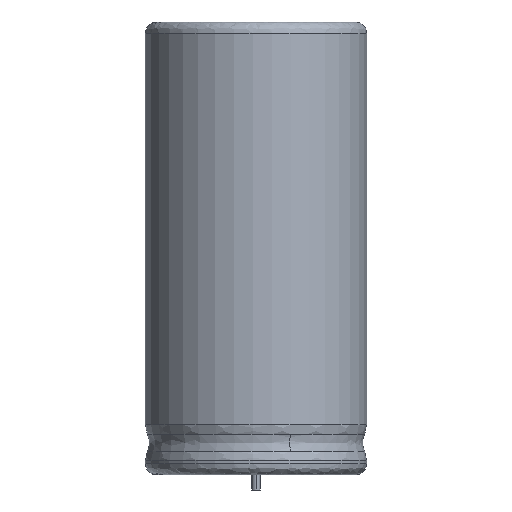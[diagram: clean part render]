
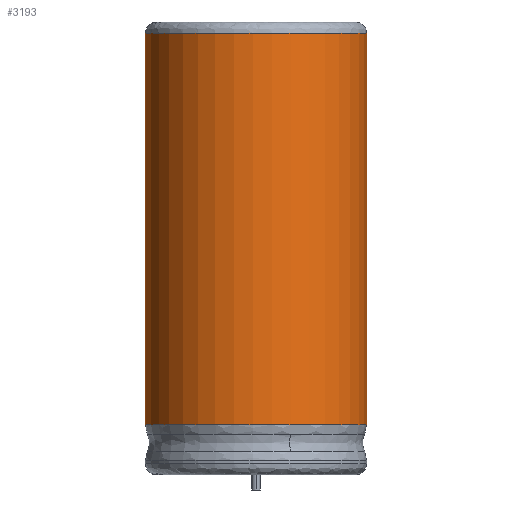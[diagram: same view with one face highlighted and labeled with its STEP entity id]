
A CAD part, left-side view. The second image highlights one B-rep face of the part: STEP entity #3193.
In plain terms, the highlighted cylindrical face has radius 11 mm (diameter 22 mm), a partial arc.
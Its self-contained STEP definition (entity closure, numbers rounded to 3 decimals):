
#1 = AXIS2_PLACEMENT_3D ( 'NONE', #1878, #2767, #960 ) ;
#17 = AXIS2_PLACEMENT_3D ( 'NONE', #3064, #3046, #1330 ) ;
#83 = ORIENTED_EDGE ( 'NONE', *, *, #3055, .T. ) ;
#85 = FACE_OUTER_BOUND ( 'NONE', #1275, .T. ) ;
#218 = DIRECTION ( 'NONE',  ( 0., 0., -1. ) ) ;
#458 = CARTESIAN_POINT ( 'NONE',  ( 10.337, 3.762, -32.479 ) ) ;
#499 = EDGE_CURVE ( 'NONE', #3063, #3825, #2092, .T. ) ;
#652 = EDGE_CURVE ( 'NONE', #3825, #915, #2874, .T. ) ;
#689 = CARTESIAN_POINT ( 'NONE',  ( 10.337, -3.762, -32.479 ) ) ;
#752 = DIRECTION ( 'NONE',  ( 1., 0., 0. ) ) ;
#915 = VERTEX_POINT ( 'NONE', #689 ) ;
#960 = DIRECTION ( 'NONE',  ( 1., 0., 0. ) ) ;
#977 = VECTOR ( 'NONE', #218, 1000. ) ;
#1059 = DIRECTION ( 'NONE',  ( 0., 0., 1. ) ) ;
#1103 = CIRCLE ( 'NONE', #1, 11. ) ;
#1160 = ORIENTED_EDGE ( 'NONE', *, *, #499, .T. ) ;
#1233 = ORIENTED_EDGE ( 'NONE', *, *, #2501, .T. ) ;
#1275 = EDGE_LOOP ( 'NONE', ( #1233, #1160, #1623, #83 ) ) ;
#1330 = DIRECTION ( 'NONE',  ( 1., 0., 0. ) ) ;
#1594 = DIRECTION ( 'NONE',  ( 0., 0., 1. ) ) ;
#1623 = ORIENTED_EDGE ( 'NONE', *, *, #652, .T. ) ;
#1828 = CARTESIAN_POINT ( 'NONE',  ( 10.337, -3.762, -12.779 ) ) ;
#1878 = CARTESIAN_POINT ( 'NONE',  ( 0., 0., 6.396 ) ) ;
#1912 = LINE ( 'NONE', #1828, #2039 ) ;
#2039 = VECTOR ( 'NONE', #1594, 1000. ) ;
#2092 = LINE ( 'NONE', #2916, #977 ) ;
#2229 = VERTEX_POINT ( 'NONE', #3548 ) ;
#2501 = EDGE_CURVE ( 'NONE', #2229, #3063, #1103, .T. ) ;
#2767 = DIRECTION ( 'NONE',  ( 0., 0., -1. ) ) ;
#2874 = CIRCLE ( 'NONE', #17, 11. ) ;
#2887 = CYLINDRICAL_SURFACE ( 'NONE', #3700, 11. ) ;
#2916 = CARTESIAN_POINT ( 'NONE',  ( 10.337, 3.762, -12.779 ) ) ;
#3046 = DIRECTION ( 'NONE',  ( 0., 0., 1. ) ) ;
#3055 = EDGE_CURVE ( 'NONE', #915, #2229, #1912, .T. ) ;
#3063 = VERTEX_POINT ( 'NONE', #3648 ) ;
#3064 = CARTESIAN_POINT ( 'NONE',  ( 0., 0., -32.479 ) ) ;
#3193 = ADVANCED_FACE ( 'NONE', ( #85 ), #2887, .T. ) ;
#3427 = CARTESIAN_POINT ( 'NONE',  ( 0., 0., -12.779 ) ) ;
#3548 = CARTESIAN_POINT ( 'NONE',  ( 10.337, -3.762, 6.396 ) ) ;
#3648 = CARTESIAN_POINT ( 'NONE',  ( 10.337, 3.762, 6.396 ) ) ;
#3700 = AXIS2_PLACEMENT_3D ( 'NONE', #3427, #1059, #752 ) ;
#3825 = VERTEX_POINT ( 'NONE', #458 ) ;
